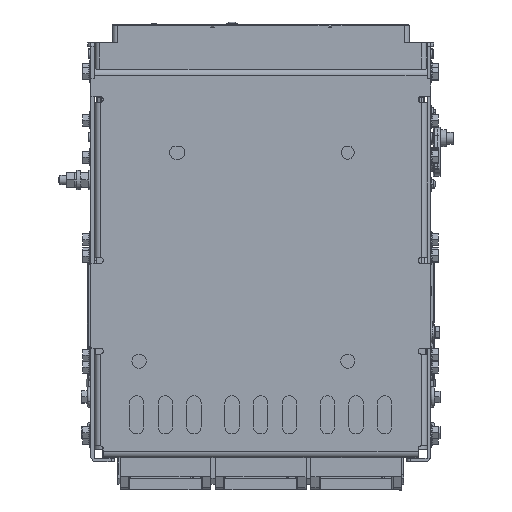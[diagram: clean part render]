
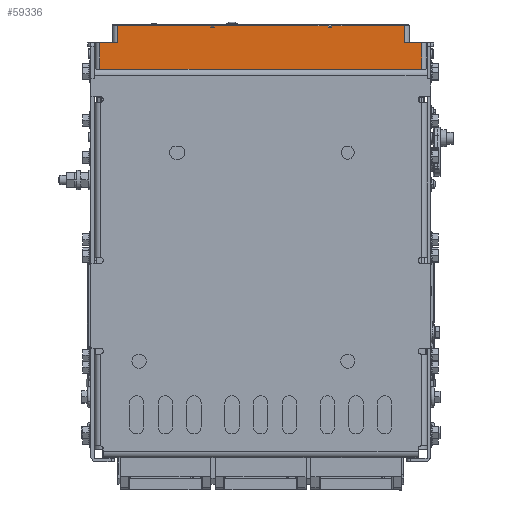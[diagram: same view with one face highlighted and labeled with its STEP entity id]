
A CAD part, front view. The second image highlights one B-rep face of the part: STEP entity #59336.
In plain terms, the highlighted planar face has unit normal (0, -1, 0).
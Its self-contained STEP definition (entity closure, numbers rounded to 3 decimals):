
#700 = CARTESIAN_POINT ( 'NONE',  ( -48., -99.5, 7. ) ) ;
#704 = AXIS2_PLACEMENT_3D ( 'NONE', #23830, #3942, #77832 ) ;
#1024 = CARTESIAN_POINT ( 'NONE',  ( 87., -99.5, -7.5 ) ) ;
#1140 = DIRECTION ( 'NONE',  ( 0., 0., -1. ) ) ;
#3942 = DIRECTION ( 'NONE',  ( 0., -1., 0. ) ) ;
#4053 = LINE ( 'NONE', #45788, #16802 ) ;
#5257 = VERTEX_POINT ( 'NONE', #128952 ) ;
#7154 = VECTOR ( 'NONE', #94343, 1000. ) ;
#7182 = CARTESIAN_POINT ( 'NONE',  ( -48., -99.5, 29. ) ) ;
#9832 = CARTESIAN_POINT ( 'NONE',  ( -33.5, -99.5, 7. ) ) ;
#10948 = LINE ( 'NONE', #63586, #121605 ) ;
#12999 = VECTOR ( 'NONE', #131058, 1000. ) ;
#13993 = VECTOR ( 'NONE', #103807, 1000. ) ;
#15831 = CARTESIAN_POINT ( 'NONE',  ( 207.5, -99.5, -7.5 ) ) ;
#16594 = VERTEX_POINT ( 'NONE', #120008 ) ;
#16802 = VECTOR ( 'NONE', #46469, 1000. ) ;
#16818 = LINE ( 'NONE', #79748, #12999 ) ;
#17056 = VERTEX_POINT ( 'NONE', #700 ) ;
#18465 = VECTOR ( 'NONE', #119621, 1000. ) ;
#18604 = ORIENTED_EDGE ( 'NONE', *, *, #96067, .T. ) ;
#21394 = ORIENTED_EDGE ( 'NONE', *, *, #110970, .T. ) ;
#23651 = CARTESIAN_POINT ( 'NONE',  ( 129.096, -99.5, 29. ) ) ;
#23830 = CARTESIAN_POINT ( 'NONE',  ( 87., -99.5, 29. ) ) ;
#24219 = DIRECTION ( 'NONE',  ( 1., 0., 0. ) ) ;
#24422 = VECTOR ( 'NONE', #86559, 1000. ) ;
#24566 = LINE ( 'NONE', #36151, #18465 ) ;
#29174 = LINE ( 'NONE', #80489, #77947 ) ;
#30615 = CARTESIAN_POINT ( 'NONE',  ( 128.5, -99.5, -6. ) ) ;
#31050 = CARTESIAN_POINT ( 'NONE',  ( -33.5, -99.5, -7.5 ) ) ;
#31448 = VERTEX_POINT ( 'NONE', #124463 ) ;
#32049 = EDGE_CURVE ( 'NONE', #17056, #88108, #125651, .T. ) ;
#34052 = VECTOR ( 'NONE', #100398, 1000. ) ;
#34493 = LINE ( 'NONE', #1024, #53533 ) ;
#36151 = CARTESIAN_POINT ( 'NONE',  ( 87., -99.5, -7.5 ) ) ;
#36788 = EDGE_CURVE ( 'NONE', #16594, #45907, #34493, .T. ) ;
#38221 = ORIENTED_EDGE ( 'NONE', *, *, #63571, .T. ) ;
#39120 = EDGE_CURVE ( 'NONE', #81669, #130315, #60062, .T. ) ;
#40483 = ORIENTED_EDGE ( 'NONE', *, *, #43220, .T. ) ;
#40490 = ORIENTED_EDGE ( 'NONE', *, *, #121922, .T. ) ;
#40760 = CARTESIAN_POINT ( 'NONE',  ( 30.5, -99.5, -7.5 ) ) ;
#42347 = CARTESIAN_POINT ( 'NONE',  ( 30.5, -99.5, 29. ) ) ;
#43220 = EDGE_CURVE ( 'NONE', #88108, #64226, #45836, .T. ) ;
#45788 = CARTESIAN_POINT ( 'NONE',  ( 126.08, -99.5, 29. ) ) ;
#45836 = LINE ( 'NONE', #67037, #92093 ) ;
#45907 = VERTEX_POINT ( 'NONE', #15831 ) ;
#46469 = DIRECTION ( 'NONE',  ( 0., 0., 1. ) ) ;
#47764 = CARTESIAN_POINT ( 'NONE',  ( 30., -99.5, -6. ) ) ;
#51270 = VERTEX_POINT ( 'NONE', #52620 ) ;
#51425 = ORIENTED_EDGE ( 'NONE', *, *, #32049, .T. ) ;
#52620 = CARTESIAN_POINT ( 'NONE',  ( 126.08, -99.5, -6. ) ) ;
#53533 = VECTOR ( 'NONE', #87185, 1000. ) ;
#55929 = PLANE ( 'NONE',  #704 ) ;
#56051 = VERTEX_POINT ( 'NONE', #114707 ) ;
#56062 = VERTEX_POINT ( 'NONE', #107822 ) ;
#57133 = CARTESIAN_POINT ( 'NONE',  ( 222., -99.5, 29. ) ) ;
#59336 = ADVANCED_FACE ( 'NONE', ( #97674 ), #55929, .T. ) ;
#59699 = VERTEX_POINT ( 'NONE', #57133 ) ;
#60062 = LINE ( 'NONE', #47764, #126275 ) ;
#60707 = VECTOR ( 'NONE', #80837, 1000. ) ;
#62099 = EDGE_CURVE ( 'NONE', #45907, #5257, #10948, .T. ) ;
#63571 = EDGE_CURVE ( 'NONE', #56062, #51270, #4053, .T. ) ;
#63586 = CARTESIAN_POINT ( 'NONE',  ( 207.5, -99.5, 29. ) ) ;
#64079 = VERTEX_POINT ( 'NONE', #7182 ) ;
#64226 = VERTEX_POINT ( 'NONE', #31050 ) ;
#65091 = EDGE_CURVE ( 'NONE', #81669, #127267, #114868, .T. ) ;
#66325 = ORIENTED_EDGE ( 'NONE', *, *, #83056, .T. ) ;
#67037 = CARTESIAN_POINT ( 'NONE',  ( -33.5, -99.5, 29. ) ) ;
#67687 = CARTESIAN_POINT ( 'NONE',  ( 27.261, -99.5, -7.5 ) ) ;
#68143 = EDGE_CURVE ( 'NONE', #64226, #87529, #24566, .T. ) ;
#68646 = DIRECTION ( 'NONE',  ( 1., 0., 0. ) ) ;
#74422 = ORIENTED_EDGE ( 'NONE', *, *, #116887, .T. ) ;
#77583 = CARTESIAN_POINT ( 'NONE',  ( 87., -99.5, -7.5 ) ) ;
#77832 = DIRECTION ( 'NONE',  ( -1., 0., 0. ) ) ;
#77947 = VECTOR ( 'NONE', #122216, 1000. ) ;
#79748 = CARTESIAN_POINT ( 'NONE',  ( 87., -99.5, 7. ) ) ;
#80489 = CARTESIAN_POINT ( 'NONE',  ( 222., -99.5, 29. ) ) ;
#80547 = CARTESIAN_POINT ( 'NONE',  ( 87., -99.5, 29. ) ) ;
#80837 = DIRECTION ( 'NONE',  ( 0., 0., 1. ) ) ;
#81503 = CARTESIAN_POINT ( 'NONE',  ( 27.261, -99.5, 29. ) ) ;
#81669 = VERTEX_POINT ( 'NONE', #101701 ) ;
#83056 = EDGE_CURVE ( 'NONE', #59699, #64079, #110010, .T. ) ;
#84411 = EDGE_CURVE ( 'NONE', #64079, #17056, #93515, .T. ) ;
#85445 = ORIENTED_EDGE ( 'NONE', *, *, #84411, .T. ) ;
#85784 = ORIENTED_EDGE ( 'NONE', *, *, #121331, .F. ) ;
#85911 = ORIENTED_EDGE ( 'NONE', *, *, #39120, .F. ) ;
#86559 = DIRECTION ( 'NONE',  ( 0., 0., -1. ) ) ;
#87185 = DIRECTION ( 'NONE',  ( 1., 0., 0. ) ) ;
#87529 = VERTEX_POINT ( 'NONE', #67687 ) ;
#87803 = CARTESIAN_POINT ( 'NONE',  ( 87., -99.5, 7. ) ) ;
#88108 = VERTEX_POINT ( 'NONE', #9832 ) ;
#90550 = VECTOR ( 'NONE', #68646, 1000. ) ;
#90860 = ORIENTED_EDGE ( 'NONE', *, *, #126455, .T. ) ;
#91096 = LINE ( 'NONE', #81503, #60707 ) ;
#92093 = VECTOR ( 'NONE', #108786, 1000. ) ;
#92804 = CARTESIAN_POINT ( 'NONE',  ( 27.261, -99.5, -6. ) ) ;
#93515 = LINE ( 'NONE', #115391, #130527 ) ;
#94343 = DIRECTION ( 'NONE',  ( 0., 0., -1. ) ) ;
#95269 = ORIENTED_EDGE ( 'NONE', *, *, #36788, .T. ) ;
#96067 = EDGE_CURVE ( 'NONE', #5257, #31448, #16818, .T. ) ;
#97674 = FACE_OUTER_BOUND ( 'NONE', #103452, .T. ) ;
#100398 = DIRECTION ( 'NONE',  ( -1., 0., 0. ) ) ;
#101701 = CARTESIAN_POINT ( 'NONE',  ( 30.5, -99.5, -6. ) ) ;
#103434 = ORIENTED_EDGE ( 'NONE', *, *, #65091, .T. ) ;
#103452 = EDGE_LOOP ( 'NONE', ( #66325, #85445, #51425, #40483, #118442, #90860, #85911, #103434, #40490, #38221, #85784, #74422, #95269, #119761, #18604, #21394 ) ) ;
#103807 = DIRECTION ( 'NONE',  ( -1., 0., 0. ) ) ;
#103999 = DIRECTION ( 'NONE',  ( 0., 0., 1. ) ) ;
#107822 = CARTESIAN_POINT ( 'NONE',  ( 126.08, -99.5, -7.5 ) ) ;
#108786 = DIRECTION ( 'NONE',  ( 0., 0., -1. ) ) ;
#110010 = LINE ( 'NONE', #80547, #34052 ) ;
#110970 = EDGE_CURVE ( 'NONE', #31448, #59699, #29174, .T. ) ;
#114071 = LINE ( 'NONE', #30615, #13993 ) ;
#114707 = CARTESIAN_POINT ( 'NONE',  ( 129.096, -99.5, -6. ) ) ;
#114868 = LINE ( 'NONE', #42347, #7154 ) ;
#115391 = CARTESIAN_POINT ( 'NONE',  ( -48., -99.5, 29. ) ) ;
#116691 = LINE ( 'NONE', #23651, #24422 ) ;
#116887 = EDGE_CURVE ( 'NONE', #56051, #16594, #116691, .T. ) ;
#118442 = ORIENTED_EDGE ( 'NONE', *, *, #68143, .T. ) ;
#119621 = DIRECTION ( 'NONE',  ( 1., 0., 0. ) ) ;
#119761 = ORIENTED_EDGE ( 'NONE', *, *, #62099, .T. ) ;
#119981 = LINE ( 'NONE', #77583, #90550 ) ;
#120008 = CARTESIAN_POINT ( 'NONE',  ( 129.096, -99.5, -7.5 ) ) ;
#121331 = EDGE_CURVE ( 'NONE', #56051, #51270, #114071, .T. ) ;
#121605 = VECTOR ( 'NONE', #103999, 1000. ) ;
#121922 = EDGE_CURVE ( 'NONE', #127267, #56062, #119981, .T. ) ;
#122216 = DIRECTION ( 'NONE',  ( 0., 0., 1. ) ) ;
#124463 = CARTESIAN_POINT ( 'NONE',  ( 222., -99.5, 7. ) ) ;
#125651 = LINE ( 'NONE', #87803, #131763 ) ;
#126275 = VECTOR ( 'NONE', #131222, 1000. ) ;
#126455 = EDGE_CURVE ( 'NONE', #87529, #130315, #91096, .T. ) ;
#127267 = VERTEX_POINT ( 'NONE', #40760 ) ;
#128952 = CARTESIAN_POINT ( 'NONE',  ( 207.5, -99.5, 7. ) ) ;
#130315 = VERTEX_POINT ( 'NONE', #92804 ) ;
#130527 = VECTOR ( 'NONE', #1140, 1000. ) ;
#131058 = DIRECTION ( 'NONE',  ( 1., 0., 0. ) ) ;
#131222 = DIRECTION ( 'NONE',  ( -1., 0., 0. ) ) ;
#131763 = VECTOR ( 'NONE', #24219, 1000. ) ;
